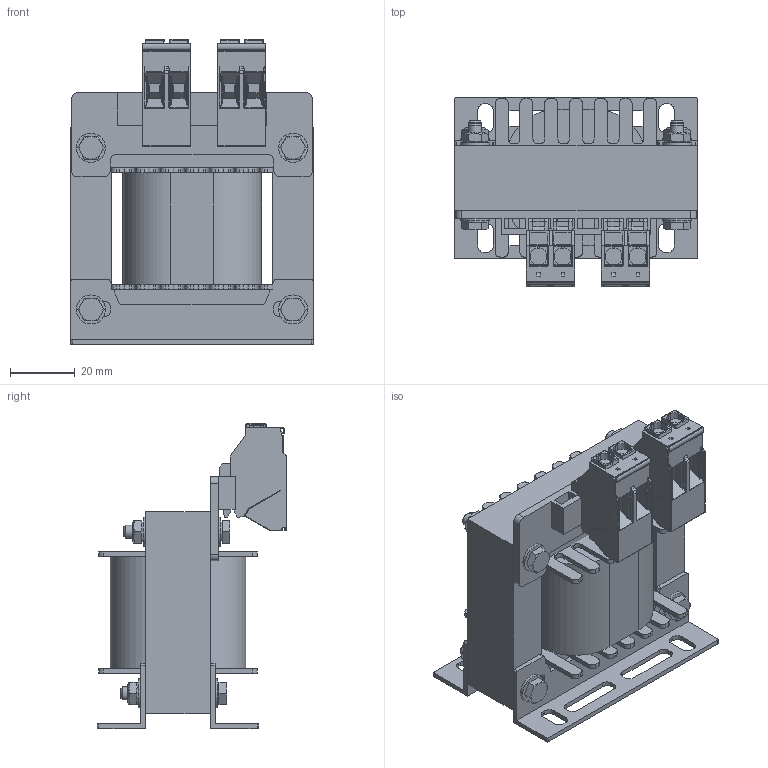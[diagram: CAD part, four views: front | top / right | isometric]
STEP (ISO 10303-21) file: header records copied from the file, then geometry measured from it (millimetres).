
FILE_DESCRIPTION(/* description */ (''),/* implementation_level */ '2;1');
FILE_NAME(/* name */ 'TS000403000.stp',/* time_stamp */ '2022-06-16T10:39:38+02:00',/* author */ ('velazquez'),/* organization */ ('MANUMAG'),/* preprocessor_version */ 'ST-DEVELOPER v18.1',/* originating_system */ 'Autodesk Inventor 2022',/* authorisation */ '');
FILE_SCHEMA (('AUTOMOTIVE_DESIGN { 1 0 10303 214 3 1 1 }'));
Products named in the file (10): TS000403000; EI75 x 62,5 - 20 (RC25); AF25DIN; EI 75 X 62,5 - 20; EI75; ficha2faston1223_TKS_4_2; 1223_TKS_4_2 NARANJA; DIN 933 - M4  x 30; DIN 125 - A 4,3; DIN 934 - M4
Assembly tree (23 placements, depth 2):
  TS000403000
    EI75 x 62,5 - 20 (RC25)
    AF25DIN  x2
    EI 75 X 62,5 - 20
    EI75
    ficha2faston1223_TKS_4_2
    1223_TKS_4_2 NARANJA
    DIN 933 - M4  x 30  x4
    DIN 125 - A 4,3  x8
    DIN 934 - M4  x4
Bounding box: 75 x 58.7 x 94.35 mm (x, y, z)
Volume: 138478.6 mm3; surface area: 60925.2 mm2
Topology: 23 solids, 23 shells, 3870 faces, 10784 edges, 7022 vertices
Faces by surface type: plane 3060, cylinder 576, bspline 106, torus 76, cone 48, sphere 4
Full cylindrical faces by diameter (mm): 3.242 x4, 3.621 x4, 4 x6, 4.3 x8, 4.5 x4, 5.9 x4, 9 x8
Entity records: 123166 total; most frequent: CARTESIAN_POINT 25405, ORIENTED_EDGE 20634, DIRECTION 18632, EDGE_CURVE 10317, LINE 8920, VECTOR 8920, VERTEX_POINT 6727, AXIS2_PLACEMENT_3D 4856
